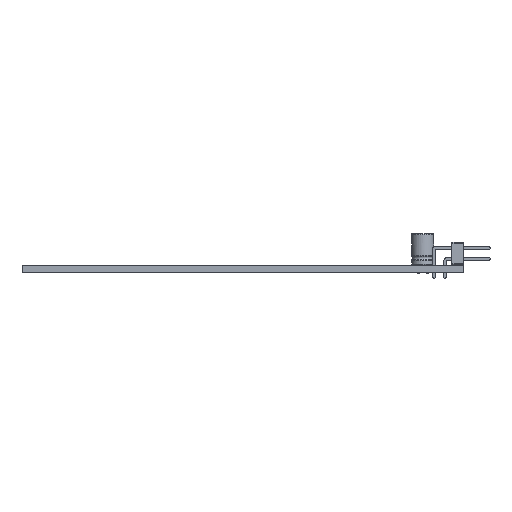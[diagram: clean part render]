
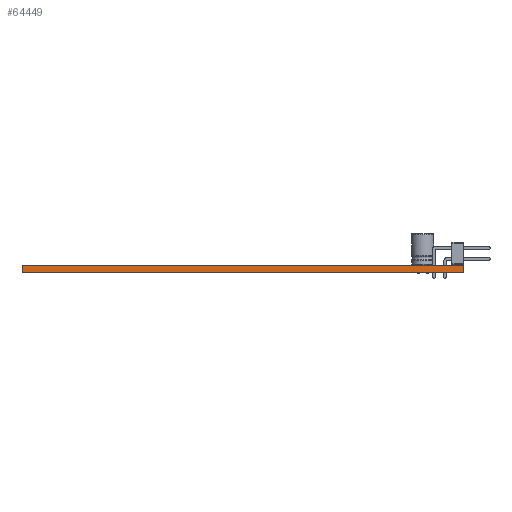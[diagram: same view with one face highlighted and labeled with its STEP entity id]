
A CAD part, left-side view. The second image highlights one B-rep face of the part: STEP entity #64449.
In plain terms, the highlighted planar face has unit normal (-1, 0, 0).
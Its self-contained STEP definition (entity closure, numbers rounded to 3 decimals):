
#64268 = PLANE('',#64269);
#64269 = AXIS2_PLACEMENT_3D('',#64270,#64271,#64272);
#64270 = CARTESIAN_POINT('',(235.204,-128.778,0.));
#64271 = DIRECTION('',(0.,-1.,0.));
#64272 = DIRECTION('',(-1.,0.,0.));
#64293 = VERTEX_POINT('',#64294);
#64294 = CARTESIAN_POINT('',(52.832,-128.778,1.6));
#64308 = PLANE('',#64309);
#64309 = AXIS2_PLACEMENT_3D('',#64310,#64311,#64312);
#64310 = CARTESIAN_POINT('',(144.018,-79.248,1.6));
#64311 = DIRECTION('',(-0.,-0.,-1.));
#64312 = DIRECTION('',(-1.,0.,0.));
#64320 = EDGE_CURVE('',#64321,#64293,#64323,.T.);
#64321 = VERTEX_POINT('',#64322);
#64322 = CARTESIAN_POINT('',(52.832,-128.778,0.));
#64323 = SURFACE_CURVE('',#64324,(#64328,#64335),.PCURVE_S1.);
#64324 = LINE('',#64325,#64326);
#64325 = CARTESIAN_POINT('',(52.832,-128.778,0.));
#64326 = VECTOR('',#64327,1.);
#64327 = DIRECTION('',(0.,0.,1.));
#64328 = PCURVE('',#64268,#64329);
#64329 = DEFINITIONAL_REPRESENTATION('',(#64330),#64334);
#64330 = LINE('',#64331,#64332);
#64331 = CARTESIAN_POINT('',(182.372,0.));
#64332 = VECTOR('',#64333,1.);
#64333 = DIRECTION('',(0.,-1.));
#64334 = ( GEOMETRIC_REPRESENTATION_CONTEXT(2) 
PARAMETRIC_REPRESENTATION_CONTEXT() REPRESENTATION_CONTEXT('2D SPACE',''
  ) );
#64335 = PCURVE('',#64336,#64341);
#64336 = PLANE('',#64337);
#64337 = AXIS2_PLACEMENT_3D('',#64338,#64339,#64340);
#64338 = CARTESIAN_POINT('',(52.832,-128.778,0.));
#64339 = DIRECTION('',(-1.,0.,0.));
#64340 = DIRECTION('',(0.,1.,0.));
#64341 = DEFINITIONAL_REPRESENTATION('',(#64342),#64346);
#64342 = LINE('',#64343,#64344);
#64343 = CARTESIAN_POINT('',(0.,0.));
#64344 = VECTOR('',#64345,1.);
#64345 = DIRECTION('',(0.,-1.));
#64346 = ( GEOMETRIC_REPRESENTATION_CONTEXT(2) 
PARAMETRIC_REPRESENTATION_CONTEXT() REPRESENTATION_CONTEXT('2D SPACE',''
  ) );
#64362 = PLANE('',#64363);
#64363 = AXIS2_PLACEMENT_3D('',#64364,#64365,#64366);
#64364 = CARTESIAN_POINT('',(144.018,-79.248,0.));
#64365 = DIRECTION('',(-0.,-0.,-1.));
#64366 = DIRECTION('',(-1.,0.,0.));
#64395 = PLANE('',#64396);
#64396 = AXIS2_PLACEMENT_3D('',#64397,#64398,#64399);
#64397 = CARTESIAN_POINT('',(52.832,-29.718,0.));
#64398 = DIRECTION('',(0.,1.,0.));
#64399 = DIRECTION('',(1.,0.,0.));
#64449 = ADVANCED_FACE('',(#64450),#64336,.T.);
#64450 = FACE_BOUND('',#64451,.T.);
#64451 = EDGE_LOOP('',(#64452,#64453,#64476,#64499));
#64452 = ORIENTED_EDGE('',*,*,#64320,.T.);
#64453 = ORIENTED_EDGE('',*,*,#64454,.T.);
#64454 = EDGE_CURVE('',#64293,#64455,#64457,.T.);
#64455 = VERTEX_POINT('',#64456);
#64456 = CARTESIAN_POINT('',(52.832,-29.718,1.6));
#64457 = SURFACE_CURVE('',#64458,(#64462,#64469),.PCURVE_S1.);
#64458 = LINE('',#64459,#64460);
#64459 = CARTESIAN_POINT('',(52.832,-128.778,1.6));
#64460 = VECTOR('',#64461,1.);
#64461 = DIRECTION('',(0.,1.,0.));
#64462 = PCURVE('',#64336,#64463);
#64463 = DEFINITIONAL_REPRESENTATION('',(#64464),#64468);
#64464 = LINE('',#64465,#64466);
#64465 = CARTESIAN_POINT('',(0.,-1.6));
#64466 = VECTOR('',#64467,1.);
#64467 = DIRECTION('',(1.,0.));
#64468 = ( GEOMETRIC_REPRESENTATION_CONTEXT(2) 
PARAMETRIC_REPRESENTATION_CONTEXT() REPRESENTATION_CONTEXT('2D SPACE',''
  ) );
#64469 = PCURVE('',#64308,#64470);
#64470 = DEFINITIONAL_REPRESENTATION('',(#64471),#64475);
#64471 = LINE('',#64472,#64473);
#64472 = CARTESIAN_POINT('',(91.186,-49.53));
#64473 = VECTOR('',#64474,1.);
#64474 = DIRECTION('',(0.,1.));
#64475 = ( GEOMETRIC_REPRESENTATION_CONTEXT(2) 
PARAMETRIC_REPRESENTATION_CONTEXT() REPRESENTATION_CONTEXT('2D SPACE',''
  ) );
#64476 = ORIENTED_EDGE('',*,*,#64477,.F.);
#64477 = EDGE_CURVE('',#64478,#64455,#64480,.T.);
#64478 = VERTEX_POINT('',#64479);
#64479 = CARTESIAN_POINT('',(52.832,-29.718,0.));
#64480 = SURFACE_CURVE('',#64481,(#64485,#64492),.PCURVE_S1.);
#64481 = LINE('',#64482,#64483);
#64482 = CARTESIAN_POINT('',(52.832,-29.718,0.));
#64483 = VECTOR('',#64484,1.);
#64484 = DIRECTION('',(0.,0.,1.));
#64485 = PCURVE('',#64336,#64486);
#64486 = DEFINITIONAL_REPRESENTATION('',(#64487),#64491);
#64487 = LINE('',#64488,#64489);
#64488 = CARTESIAN_POINT('',(99.06,0.));
#64489 = VECTOR('',#64490,1.);
#64490 = DIRECTION('',(0.,-1.));
#64491 = ( GEOMETRIC_REPRESENTATION_CONTEXT(2) 
PARAMETRIC_REPRESENTATION_CONTEXT() REPRESENTATION_CONTEXT('2D SPACE',''
  ) );
#64492 = PCURVE('',#64395,#64493);
#64493 = DEFINITIONAL_REPRESENTATION('',(#64494),#64498);
#64494 = LINE('',#64495,#64496);
#64495 = CARTESIAN_POINT('',(0.,0.));
#64496 = VECTOR('',#64497,1.);
#64497 = DIRECTION('',(0.,-1.));
#64498 = ( GEOMETRIC_REPRESENTATION_CONTEXT(2) 
PARAMETRIC_REPRESENTATION_CONTEXT() REPRESENTATION_CONTEXT('2D SPACE',''
  ) );
#64499 = ORIENTED_EDGE('',*,*,#64500,.F.);
#64500 = EDGE_CURVE('',#64321,#64478,#64501,.T.);
#64501 = SURFACE_CURVE('',#64502,(#64506,#64513),.PCURVE_S1.);
#64502 = LINE('',#64503,#64504);
#64503 = CARTESIAN_POINT('',(52.832,-128.778,0.));
#64504 = VECTOR('',#64505,1.);
#64505 = DIRECTION('',(0.,1.,0.));
#64506 = PCURVE('',#64336,#64507);
#64507 = DEFINITIONAL_REPRESENTATION('',(#64508),#64512);
#64508 = LINE('',#64509,#64510);
#64509 = CARTESIAN_POINT('',(0.,0.));
#64510 = VECTOR('',#64511,1.);
#64511 = DIRECTION('',(1.,0.));
#64512 = ( GEOMETRIC_REPRESENTATION_CONTEXT(2) 
PARAMETRIC_REPRESENTATION_CONTEXT() REPRESENTATION_CONTEXT('2D SPACE',''
  ) );
#64513 = PCURVE('',#64362,#64514);
#64514 = DEFINITIONAL_REPRESENTATION('',(#64515),#64519);
#64515 = LINE('',#64516,#64517);
#64516 = CARTESIAN_POINT('',(91.186,-49.53));
#64517 = VECTOR('',#64518,1.);
#64518 = DIRECTION('',(0.,1.));
#64519 = ( GEOMETRIC_REPRESENTATION_CONTEXT(2) 
PARAMETRIC_REPRESENTATION_CONTEXT() REPRESENTATION_CONTEXT('2D SPACE',''
  ) );
